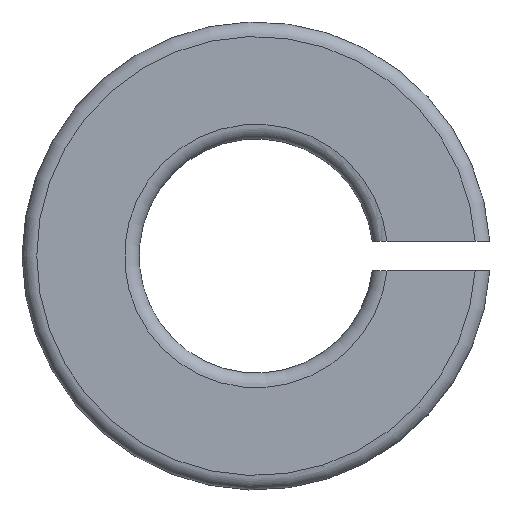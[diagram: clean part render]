
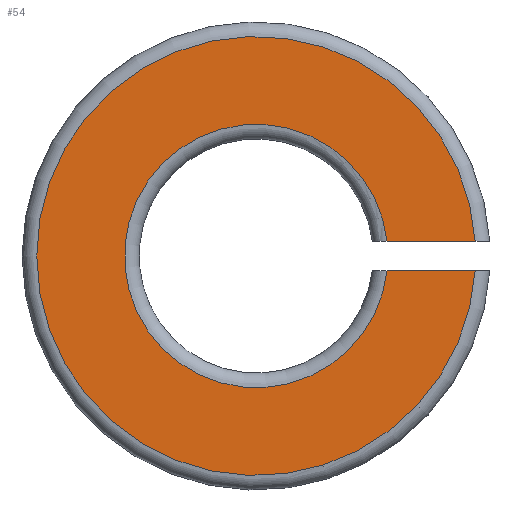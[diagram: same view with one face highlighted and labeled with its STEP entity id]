
A CAD part, left-side view. The second image highlights one B-rep face of the part: STEP entity #54.
In plain terms, the highlighted planar face has unit normal (-1, 0, 0).
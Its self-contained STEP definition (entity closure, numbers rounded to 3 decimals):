
#54 = ADVANCED_FACE( '', ( #113 ), #114, .T. );
#113 = FACE_OUTER_BOUND( '', #174, .T. );
#114 = PLANE( '', #175 );
#174 = EDGE_LOOP( '', ( #259, #260, #261, #262 ) );
#175 = AXIS2_PLACEMENT_3D( '', #263, #264, #265 );
#259 = ORIENTED_EDGE( '', *, *, #407, .F. );
#260 = ORIENTED_EDGE( '', *, *, #408, .T. );
#261 = ORIENTED_EDGE( '', *, *, #398, .T. );
#262 = ORIENTED_EDGE( '', *, *, #409, .T. );
#263 = CARTESIAN_POINT( '', ( 0., 7.5, 0. ) );
#264 = DIRECTION( '', ( -1., 0., 0. ) );
#265 = DIRECTION( '', ( 0., 0., 1. ) );
#398 = EDGE_CURVE( '', #478, #479, #480, .T. );
#407 = EDGE_CURVE( '', #493, #494, #495, .T. );
#408 = EDGE_CURVE( '', #493, #478, #496, .T. );
#409 = EDGE_CURVE( '', #479, #494, #497, .T. );
#478 = VERTEX_POINT( '', #584 );
#479 = VERTEX_POINT( '', #585 );
#480 = CIRCLE( '', #586, 4.5 );
#493 = VERTEX_POINT( '', #611 );
#494 = VERTEX_POINT( '', #612 );
#495 = CIRCLE( '', #613, 7.5 );
#496 = LINE( '', #614, #615 );
#497 = LINE( '', #616, #617 );
#584 = CARTESIAN_POINT( '', ( 0., -4.472, -0.5 ) );
#585 = CARTESIAN_POINT( '', ( 0., -4.472, 0.5 ) );
#586 = AXIS2_PLACEMENT_3D( '', #733, #734, #735 );
#611 = CARTESIAN_POINT( '', ( 0., -7.483, -0.5 ) );
#612 = CARTESIAN_POINT( '', ( 0., -7.483, 0.5 ) );
#613 = AXIS2_PLACEMENT_3D( '', #744, #745, #746 );
#614 = CARTESIAN_POINT( '', ( 0., 7.5, -0.5 ) );
#615 = VECTOR( '', #747, 1000. );
#616 = CARTESIAN_POINT( '', ( 0., 7.5, 0.5 ) );
#617 = VECTOR( '', #748, 1000. );
#733 = CARTESIAN_POINT( '', ( 0., 0., 0. ) );
#734 = DIRECTION( '', ( 1., 0., 0. ) );
#735 = DIRECTION( '', ( 0., 0., -1. ) );
#744 = CARTESIAN_POINT( '', ( 0., 0., 0. ) );
#745 = DIRECTION( '', ( 1., 0., 0. ) );
#746 = DIRECTION( '', ( 0., 0., -1. ) );
#747 = DIRECTION( '', ( 0., 1., 0. ) );
#748 = DIRECTION( '', ( 0., -1., 0. ) );
